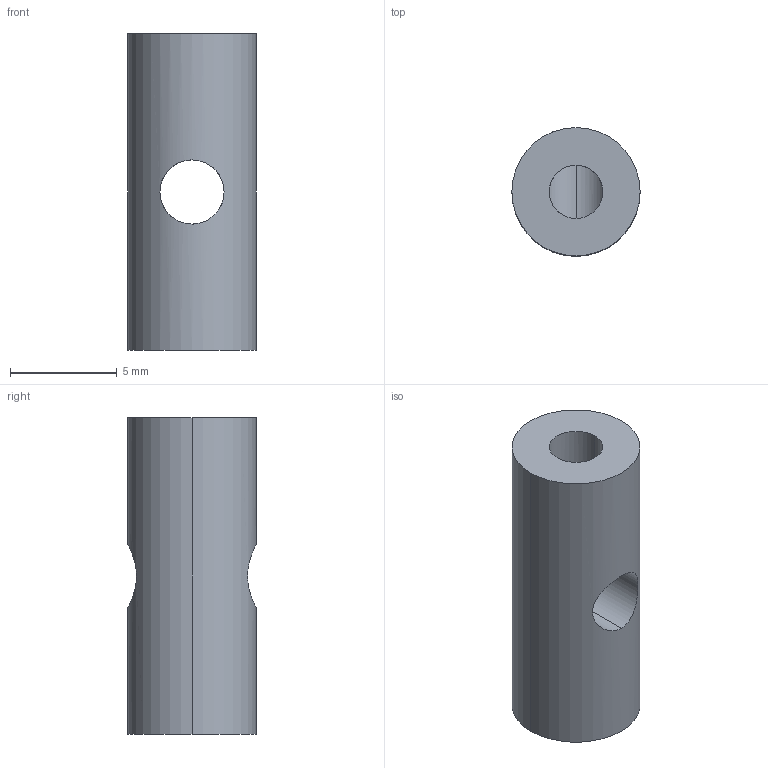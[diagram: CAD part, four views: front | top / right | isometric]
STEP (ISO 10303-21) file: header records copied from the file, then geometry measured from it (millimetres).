
FILE_DESCRIPTION (( 'STEP AP214' ), '1' );
FILE_NAME ('Coupleur Taraudé.STEP', '2019-10-10T15:26:03', ( '' ), ( '' ), 'SwSTEP 2.0', 'SolidWorks 2016', '' );
FILE_SCHEMA (( 'AUTOMOTIVE_DESIGN' ));
Length unit declared in the file: metre
Products named in the file (1): Coupleur Taraudé
Bounding box: 6 x 6 x 14.8 mm (x, y, z)
Volume: 347.7 mm3; surface area: 412.1 mm2
Topology: 1 solids, 1 shells, 8 faces, 21 edges, 14 vertices
Faces by surface type: cylinder 6, plane 2
Entity records: 451 total; most frequent: CARTESIAN_POINT 196, ORIENTED_EDGE 42, DIRECTION 37, EDGE_CURVE 21, AXIS2_PLACEMENT_3D 15, VERTEX_POINT 14, EDGE_LOOP 11, FACE_OUTER_BOUND 8
